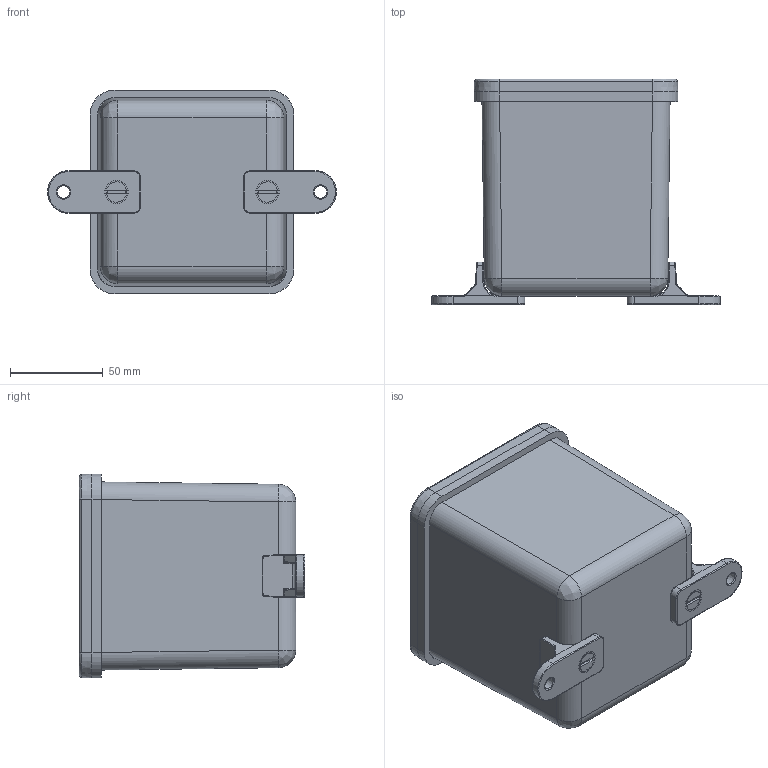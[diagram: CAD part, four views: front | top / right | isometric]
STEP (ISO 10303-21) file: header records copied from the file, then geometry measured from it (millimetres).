
FILE_DESCRIPTION (( 'STEP AP214' ), '1' );
FILE_NAME ('J444PVC.STEP', '2019-07-09T21:35:04', ( '' ), ( '' ), 'SwSTEP 2.0', 'SolidWorks 2018', '' );
FILE_SCHEMA (( 'AUTOMOTIVE_DESIGN' ));
Length unit declared in the file: inch
Products named in the file (1): J444PVC
Bounding box: 155.96 x 121.91 x 110.12 mm (x, y, z)
Volume: 324303.1 mm3; surface area: 150648.2 mm2
Topology: 19 solids, 19 shells, 867 faces, 1948 edges, 1140 vertices
Faces by surface type: plane 361, cylinder 261, bspline 217, cone 28
Full cylindrical faces by diameter (mm): 3.302 x2, 3.886 x2, 3.962 x2, 4.5 x4, 4.572 x4, 4.762 x1, 4.763 x5, 5.08 x10, 5.556 x2, 5.664 x4, 5.7 x2, 6.35 x4, 6.477 x2, 8.255 x4, 8.509 x4, 9 x4, 9.093 x4, 9.525 x2
Entity records: 33911 total; most frequent: CARTESIAN_POINT 16469, ORIENTED_EDGE 3632, DIRECTION 3150, EDGE_CURVE 1816, AXIS2_PLACEMENT_3D 1169, VERTEX_POINT 1116, EDGE_LOOP 1038, FACE_OUTER_BOUND 945
